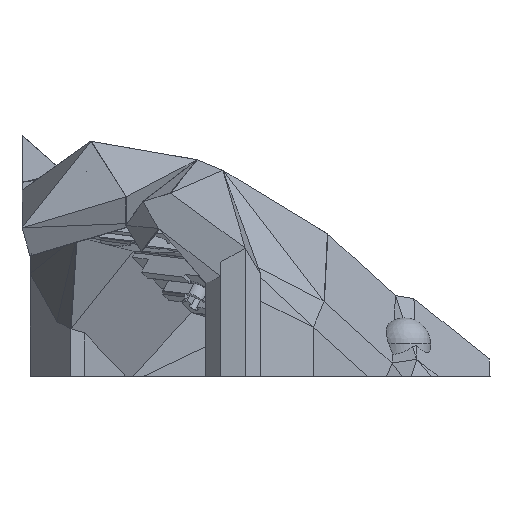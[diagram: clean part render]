
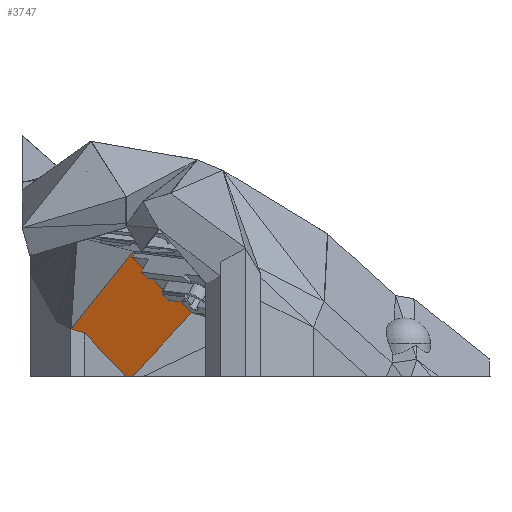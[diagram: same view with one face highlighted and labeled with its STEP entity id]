
A CAD part, left-side view. The second image highlights one B-rep face of the part: STEP entity #3747.
In plain terms, the highlighted planar face has unit normal (-0.768, -0.51, -0.387).
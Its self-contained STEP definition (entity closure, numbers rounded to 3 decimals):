
#210 = PLANE('',#211);
#211 = AXIS2_PLACEMENT_3D('',#212,#213,#214);
#212 = CARTESIAN_POINT('',(175.,-175.,0.));
#213 = DIRECTION('',(0.,0.,1.));
#214 = DIRECTION('',(1.,0.,0.));
#401 = PLANE('',#402);
#402 = AXIS2_PLACEMENT_3D('',#403,#404,#405);
#403 = CARTESIAN_POINT('',(57.133,-40.383,
    1.164));
#404 = DIRECTION('',(0.773,0.634,-0.));
#405 = DIRECTION('',(-0.634,0.773,-0.));
#2313 = VERTEX_POINT('',#2314);
#2314 = CARTESIAN_POINT('',(66.405,-48.837,0.));
#2328 = PLANE('',#2329);
#2329 = AXIS2_PLACEMENT_3D('',#2330,#2331,#2332);
#2330 = CARTESIAN_POINT('',(65.617,-56.86,
    4.851));
#2331 = DIRECTION('',(-0.865,0.319,0.387));
#2332 = DIRECTION('',(-0.408,0.,
    -0.913));
#2340 = EDGE_CURVE('',#2313,#2341,#2343,.T.);
#2341 = VERTEX_POINT('',#2342);
#2342 = CARTESIAN_POINT('',(65.664,-47.72,0.));
#2343 = SURFACE_CURVE('',#2344,(#2348,#2355),.PCURVE_S1.);
#2344 = LINE('',#2345,#2346);
#2345 = CARTESIAN_POINT('',(111.11,-116.194,0.));
#2346 = VECTOR('',#2347,1.);
#2347 = DIRECTION('',(-0.553,0.833,-0.));
#2348 = PCURVE('',#210,#2349);
#2349 = DEFINITIONAL_REPRESENTATION('',(#2350),#2354);
#2350 = LINE('',#2351,#2352);
#2351 = CARTESIAN_POINT('',(-63.89,58.806));
#2352 = VECTOR('',#2353,1.);
#2353 = DIRECTION('',(-0.553,0.833));
#2354 = ( GEOMETRIC_REPRESENTATION_CONTEXT(2) 
PARAMETRIC_REPRESENTATION_CONTEXT() REPRESENTATION_CONTEXT('2D SPACE',''
  ) );
#2355 = PCURVE('',#2356,#2361);
#2356 = PLANE('',#2357);
#2357 = AXIS2_PLACEMENT_3D('',#2358,#2359,#2360);
#2358 = CARTESIAN_POINT('',(60.111,-48.831,
    12.5));
#2359 = DIRECTION('',(0.768,0.51,0.387));
#2360 = DIRECTION('',(-0.553,0.833,-0.));
#2361 = DEFINITIONAL_REPRESENTATION('',(#2362),#2366);
#2362 = LINE('',#2363,#2364);
#2363 = CARTESIAN_POINT('',(-84.327,-13.555));
#2364 = VECTOR('',#2365,1.);
#2365 = DIRECTION('',(1.,0.));
#2366 = ( GEOMETRIC_REPRESENTATION_CONTEXT(2) 
PARAMETRIC_REPRESENTATION_CONTEXT() REPRESENTATION_CONTEXT('2D SPACE',''
  ) );
#2384 = PLANE('',#2385);
#2385 = AXIS2_PLACEMENT_3D('',#2386,#2387,#2388);
#2386 = CARTESIAN_POINT('',(64.086,-46.395,
    1.841));
#2387 = DIRECTION('',(-0.643,-0.766,-0.));
#2388 = DIRECTION('',(-0.766,0.643,-0.));
#2490 = PLANE('',#2491);
#2491 = AXIS2_PLACEMENT_3D('',#2492,#2493,#2494);
#2492 = CARTESIAN_POINT('',(53.44,-42.27,
    16.58));
#2493 = DIRECTION('',(-0.733,-0.541,-0.412));
#2494 = DIRECTION('',(0.594,-0.805,0.));
#3435 = VERTEX_POINT('',#3436);
#3436 = CARTESIAN_POINT('',(57.602,-40.955,
    7.099));
#3457 = EDGE_CURVE('',#3458,#3435,#3460,.T.);
#3458 = VERTEX_POINT('',#3459);
#3459 = CARTESIAN_POINT('',(55.836,-38.802,
    7.768));
#3460 = SURFACE_CURVE('',#3461,(#3465,#3472),.PCURVE_S1.);
#3461 = LINE('',#3462,#3463);
#3462 = CARTESIAN_POINT('',(59.721,-43.539,
    6.296));
#3463 = VECTOR('',#3464,1.);
#3464 = DIRECTION('',(0.617,-0.752,-0.234));
#3465 = PCURVE('',#401,#3466);
#3466 = DEFINITIONAL_REPRESENTATION('',(#3467),#3471);
#3467 = LINE('',#3468,#3469);
#3468 = CARTESIAN_POINT('',(-4.082,5.131));
#3469 = VECTOR('',#3470,1.);
#3470 = DIRECTION('',(-0.972,-0.234));
#3471 = ( GEOMETRIC_REPRESENTATION_CONTEXT(2) 
PARAMETRIC_REPRESENTATION_CONTEXT() REPRESENTATION_CONTEXT('2D SPACE',''
  ) );
#3472 = PCURVE('',#2356,#3473);
#3473 = DEFINITIONAL_REPRESENTATION('',(#3474),#3478);
#3474 = LINE('',#3475,#3476);
#3475 = CARTESIAN_POINT('',(4.625,-6.728));
#3476 = VECTOR('',#3477,1.);
#3477 = DIRECTION('',(-0.967,-0.253));
#3478 = ( GEOMETRIC_REPRESENTATION_CONTEXT(2) 
PARAMETRIC_REPRESENTATION_CONTEXT() REPRESENTATION_CONTEXT('2D SPACE',''
  ) );
#3726 = EDGE_CURVE('',#3435,#2341,#3727,.T.);
#3727 = SURFACE_CURVE('',#3728,(#3732,#3739),.PCURVE_S1.);
#3728 = LINE('',#3729,#3730);
#3729 = CARTESIAN_POINT('',(57.602,-40.955,
    7.099));
#3730 = VECTOR('',#3731,1.);
#3731 = DIRECTION('',(0.635,-0.533,-0.559));
#3732 = PCURVE('',#2384,#3733);
#3733 = DEFINITIONAL_REPRESENTATION('',(#3734),#3738);
#3734 = LINE('',#3735,#3736);
#3735 = CARTESIAN_POINT('',(8.464,-5.258));
#3736 = VECTOR('',#3737,1.);
#3737 = DIRECTION('',(-0.829,0.559));
#3738 = ( GEOMETRIC_REPRESENTATION_CONTEXT(2) 
PARAMETRIC_REPRESENTATION_CONTEXT() REPRESENTATION_CONTEXT('2D SPACE',''
  ) );
#3739 = PCURVE('',#2356,#3740);
#3740 = DEFINITIONAL_REPRESENTATION('',(#3741),#3745);
#3741 = LINE('',#3742,#3743);
#3742 = CARTESIAN_POINT('',(7.95,-5.857));
#3743 = VECTOR('',#3744,1.);
#3744 = DIRECTION('',(-0.795,-0.606));
#3745 = ( GEOMETRIC_REPRESENTATION_CONTEXT(2) 
PARAMETRIC_REPRESENTATION_CONTEXT() REPRESENTATION_CONTEXT('2D SPACE',''
  ) );
#3747 = ADVANCED_FACE('',(#3748),#2356,.F.);
#3748 = FACE_BOUND('',#3749,.T.);
#3749 = EDGE_LOOP('',(#3750,#3780,#3801,#3802,#3803,#3804));
#3750 = ORIENTED_EDGE('',*,*,#3751,.F.);
#3751 = EDGE_CURVE('',#3752,#3754,#3756,.T.);
#3752 = VERTEX_POINT('',#3753);
#3753 = CARTESIAN_POINT('',(56.161,-48.886,
    20.423));
#3754 = VERTEX_POINT('',#3755);
#3755 = CARTESIAN_POINT('',(67.529,-58.425,
    10.413));
#3756 = SURFACE_CURVE('',#3757,(#3761,#3768),.PCURVE_S1.);
#3757 = LINE('',#3758,#3759);
#3758 = CARTESIAN_POINT('',(56.097,-48.833,
    20.479));
#3759 = VECTOR('',#3760,1.);
#3760 = DIRECTION('',(0.635,-0.533,-0.559));
#3761 = PCURVE('',#2356,#3762);
#3762 = DEFINITIONAL_REPRESENTATION('',(#3763),#3767);
#3763 = LINE('',#3764,#3765);
#3764 = CARTESIAN_POINT('',(2.218,8.651));
#3765 = VECTOR('',#3766,1.);
#3766 = DIRECTION('',(-0.795,-0.606));
#3767 = ( GEOMETRIC_REPRESENTATION_CONTEXT(2) 
PARAMETRIC_REPRESENTATION_CONTEXT() REPRESENTATION_CONTEXT('2D SPACE',''
  ) );
#3768 = PCURVE('',#3769,#3774);
#3769 = PLANE('',#3770);
#3770 = AXIS2_PLACEMENT_3D('',#3771,#3772,#3773);
#3771 = CARTESIAN_POINT('',(55.282,-71.452,
    8.83));
#3772 = DIRECTION('',(0.359,-0.438,0.824));
#3773 = DIRECTION('',(0.684,0.724,0.087)
  );
#3774 = DEFINITIONAL_REPRESENTATION('',(#3775),#3779);
#3775 = LINE('',#3776,#3777);
#3776 = CARTESIAN_POINT('',(17.95,18.05));
#3777 = VECTOR('',#3778,1.);
#3778 = DIRECTION('',(0.,-1.));
#3779 = ( GEOMETRIC_REPRESENTATION_CONTEXT(2) 
PARAMETRIC_REPRESENTATION_CONTEXT() REPRESENTATION_CONTEXT('2D SPACE',''
  ) );
#3780 = ORIENTED_EDGE('',*,*,#3781,.T.);
#3781 = EDGE_CURVE('',#3752,#3458,#3782,.T.);
#3782 = SURFACE_CURVE('',#3783,(#3787,#3794),.PCURVE_S1.);
#3783 = LINE('',#3784,#3785);
#3784 = CARTESIAN_POINT('',(56.161,-48.886,
    20.423));
#3785 = VECTOR('',#3786,1.);
#3786 = DIRECTION('',(-0.02,0.623,-0.782
    ));
#3787 = PCURVE('',#2356,#3788);
#3788 = DEFINITIONAL_REPRESENTATION('',(#3789),#3793);
#3789 = LINE('',#3790,#3791);
#3790 = CARTESIAN_POINT('',(2.139,8.591));
#3791 = VECTOR('',#3792,1.);
#3792 = DIRECTION('',(0.53,-0.848));
#3793 = ( GEOMETRIC_REPRESENTATION_CONTEXT(2) 
PARAMETRIC_REPRESENTATION_CONTEXT() REPRESENTATION_CONTEXT('2D SPACE',''
  ) );
#3794 = PCURVE('',#2490,#3795);
#3795 = DEFINITIONAL_REPRESENTATION('',(#3796),#3800);
#3796 = LINE('',#3797,#3798);
#3797 = CARTESIAN_POINT('',(6.939,4.218));
#3798 = VECTOR('',#3799,1.);
#3799 = DIRECTION('',(-0.513,-0.858));
#3800 = ( GEOMETRIC_REPRESENTATION_CONTEXT(2) 
PARAMETRIC_REPRESENTATION_CONTEXT() REPRESENTATION_CONTEXT('2D SPACE',''
  ) );
#3801 = ORIENTED_EDGE('',*,*,#3457,.T.);
#3802 = ORIENTED_EDGE('',*,*,#3726,.T.);
#3803 = ORIENTED_EDGE('',*,*,#2340,.F.);
#3804 = ORIENTED_EDGE('',*,*,#3805,.T.);
#3805 = EDGE_CURVE('',#2313,#3754,#3806,.T.);
#3806 = SURFACE_CURVE('',#3807,(#3811,#3818),.PCURVE_S1.);
#3807 = LINE('',#3808,#3809);
#3808 = CARTESIAN_POINT('',(66.251,-47.516,
    -1.434));
#3809 = VECTOR('',#3810,1.);
#3810 = DIRECTION('',(0.079,-0.675,0.733)
  );
#3811 = PCURVE('',#2356,#3812);
#3812 = DEFINITIONAL_REPRESENTATION('',(#3813),#3817);
#3813 = LINE('',#3814,#3815);
#3814 = CARTESIAN_POINT('',(-2.299,-15.11));
#3815 = VECTOR('',#3816,1.);
#3816 = DIRECTION('',(-0.606,0.795));
#3817 = ( GEOMETRIC_REPRESENTATION_CONTEXT(2) 
PARAMETRIC_REPRESENTATION_CONTEXT() REPRESENTATION_CONTEXT('2D SPACE',''
  ) );
#3818 = PCURVE('',#2328,#3819);
#3819 = DEFINITIONAL_REPRESENTATION('',(#3820),#3824);
#3820 = LINE('',#3821,#3822);
#3821 = CARTESIAN_POINT('',(5.478,-9.86));
#3822 = VECTOR('',#3823,1.);
#3823 = DIRECTION('',(-0.702,0.712));
#3824 = ( GEOMETRIC_REPRESENTATION_CONTEXT(2) 
PARAMETRIC_REPRESENTATION_CONTEXT() REPRESENTATION_CONTEXT('2D SPACE',''
  ) );
